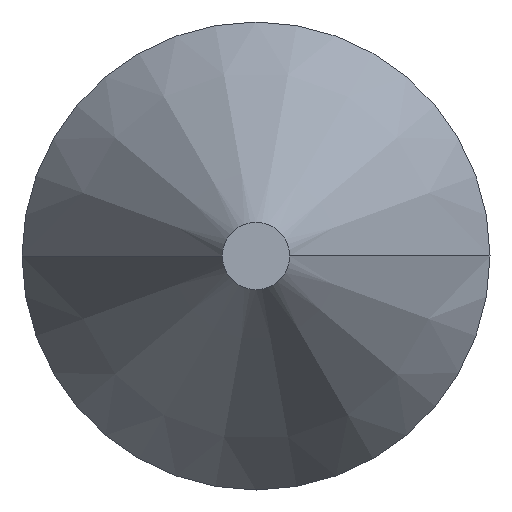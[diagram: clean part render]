
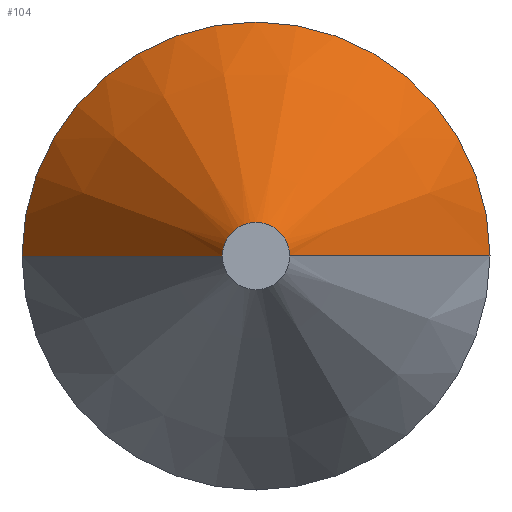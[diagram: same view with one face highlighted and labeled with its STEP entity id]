
A CAD part, front view. The second image highlights one B-rep face of the part: STEP entity #104.
In plain terms, the highlighted conical face has half-angle 30 degrees and reference radius 1.143 mm.
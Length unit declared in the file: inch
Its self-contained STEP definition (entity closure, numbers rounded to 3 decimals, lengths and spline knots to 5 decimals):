
#5 = CARTESIAN_POINT ( 'NONE',  ( 0., 0., 0. ) ) ;
#6 = VECTOR ( 'NONE', #140, 39.37008 ) ;
#11 = AXIS2_PLACEMENT_3D ( 'NONE', #5, #170, #59 ) ;
#14 = CARTESIAN_POINT ( 'NONE',  ( -0.3125, 0.46332, 0. ) ) ;
#20 = DIRECTION ( 'NONE',  ( 0.5, 0.866, 0. ) ) ;
#33 = DIRECTION ( 'NONE',  ( 1., 0., 0. ) ) ;
#48 = LINE ( 'NONE', #307, #6 ) ;
#59 = DIRECTION ( 'NONE',  ( 1., 0., 0. ) ) ;
#64 = CARTESIAN_POINT ( 'NONE',  ( 0., 0.46332, 0. ) ) ;
#67 = VERTEX_POINT ( 'NONE', #152 ) ;
#71 = CARTESIAN_POINT ( 'NONE',  ( 0., 0., 0. ) ) ;
#73 = EDGE_CURVE ( 'NONE', #136, #269, #263, .T. ) ;
#89 = VECTOR ( 'NONE', #20, 39.37008 ) ;
#91 = EDGE_CURVE ( 'NONE', #249, #136, #277, .T. ) ;
#93 = AXIS2_PLACEMENT_3D ( 'NONE', #71, #185, #255 ) ;
#104 = ADVANCED_FACE ( 'NONE', ( #117 ), #275, .T. ) ;
#117 = FACE_OUTER_BOUND ( 'NONE', #180, .T. ) ;
#135 = EDGE_CURVE ( 'NONE', #67, #269, #48, .T. ) ;
#136 = VERTEX_POINT ( 'NONE', #225 ) ;
#137 = CARTESIAN_POINT ( 'NONE',  ( 0.045, 0., 0. ) ) ;
#140 = DIRECTION ( 'NONE',  ( -0.5, 0.866, 0. ) ) ;
#152 = CARTESIAN_POINT ( 'NONE',  ( -0.045, 0., 0. ) ) ;
#157 = CARTESIAN_POINT ( 'NONE',  ( 0.045, 0., 0. ) ) ;
#160 = ORIENTED_EDGE ( 'NONE', *, *, #91, .T. ) ;
#164 = EDGE_CURVE ( 'NONE', #249, #67, #175, .T. ) ;
#168 = AXIS2_PLACEMENT_3D ( 'NONE', #64, #205, #33 ) ;
#170 = DIRECTION ( 'NONE',  ( 0., -1., 0. ) ) ;
#175 = CIRCLE ( 'NONE', #11, 0.045 ) ;
#180 = EDGE_LOOP ( 'NONE', ( #202, #160, #192, #272 ) ) ;
#185 = DIRECTION ( 'NONE',  ( 0., 1., 0. ) ) ;
#192 = ORIENTED_EDGE ( 'NONE', *, *, #73, .T. ) ;
#202 = ORIENTED_EDGE ( 'NONE', *, *, #164, .F. ) ;
#205 = DIRECTION ( 'NONE',  ( 0., -1., 0. ) ) ;
#225 = CARTESIAN_POINT ( 'NONE',  ( 0.3125, 0.46332, 0. ) ) ;
#249 = VERTEX_POINT ( 'NONE', #157 ) ;
#255 = DIRECTION ( 'NONE',  ( -1., 0., 0. ) ) ;
#263 = CIRCLE ( 'NONE', #168, 0.3125 ) ;
#269 = VERTEX_POINT ( 'NONE', #14 ) ;
#272 = ORIENTED_EDGE ( 'NONE', *, *, #135, .F. ) ;
#275 = CONICAL_SURFACE ( 'NONE', #93, 0.045, 0.524 ) ;
#277 = LINE ( 'NONE', #137, #89 ) ;
#307 = CARTESIAN_POINT ( 'NONE',  ( -0.045, 0., 0. ) ) ;
